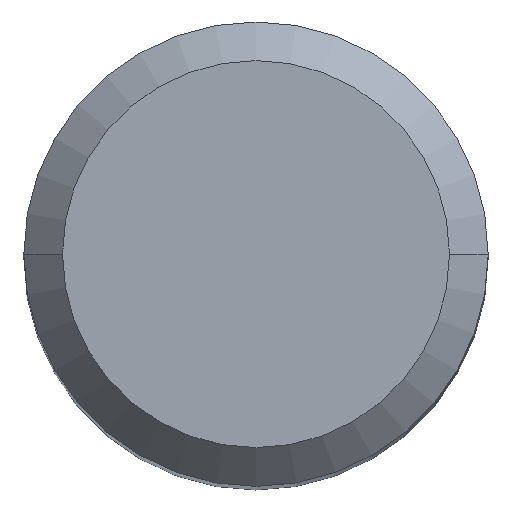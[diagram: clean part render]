
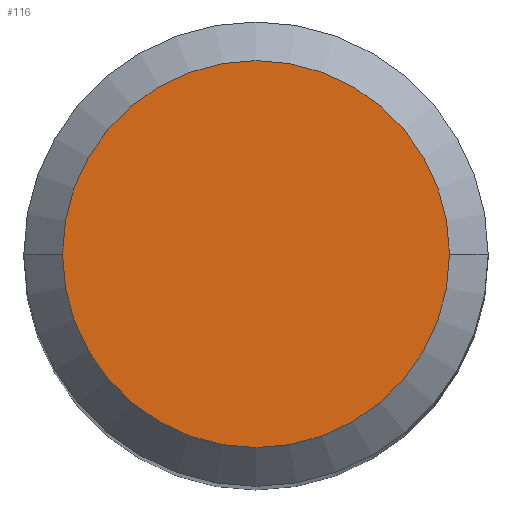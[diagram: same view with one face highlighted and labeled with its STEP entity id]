
A CAD part, top view. The second image highlights one B-rep face of the part: STEP entity #116.
In plain terms, the highlighted planar face has unit normal (0, 0, 1).
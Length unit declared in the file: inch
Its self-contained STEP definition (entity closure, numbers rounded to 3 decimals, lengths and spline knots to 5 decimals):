
#4 = CARTESIAN_POINT ( 'NONE',  ( 0., 0., 0. ) ) ;
#31 = FACE_OUTER_BOUND ( 'NONE', #385, .T. ) ;
#47 = EDGE_CURVE ( 'NONE', #371, #194, #419, .T. ) ;
#81 = AXIS2_PLACEMENT_3D ( 'NONE', #365, #217, #358 ) ;
#84 = DIRECTION ( 'NONE',  ( 0., 0., -1. ) ) ;
#116 = ADVANCED_FACE ( 'NONE', ( #31 ), #396, .F. ) ;
#139 = AXIS2_PLACEMENT_3D ( 'NONE', #4, #84, #147 ) ;
#147 = DIRECTION ( 'NONE',  ( -1., 0., 0. ) ) ;
#176 = ORIENTED_EDGE ( 'NONE', *, *, #47, .T. ) ;
#194 = VERTEX_POINT ( 'NONE', #366 ) ;
#217 = DIRECTION ( 'NONE',  ( 0., 0., 1. ) ) ;
#248 = DIRECTION ( 'NONE',  ( 1., 0., 0. ) ) ;
#282 = CARTESIAN_POINT ( 'NONE',  ( -0.15625, 0., 0. ) ) ;
#302 = AXIS2_PLACEMENT_3D ( 'NONE', #308, #444, #248 ) ;
#308 = CARTESIAN_POINT ( 'NONE',  ( 0., 0., 0. ) ) ;
#310 = CIRCLE ( 'NONE', #302, 0.15625 ) ;
#358 = DIRECTION ( 'NONE',  ( 1., 0., 0. ) ) ;
#365 = CARTESIAN_POINT ( 'NONE',  ( 0., 0., 0. ) ) ;
#366 = CARTESIAN_POINT ( 'NONE',  ( 0.15625, 0., 0. ) ) ;
#371 = VERTEX_POINT ( 'NONE', #282 ) ;
#385 = EDGE_LOOP ( 'NONE', ( #176, #433 ) ) ;
#396 = PLANE ( 'NONE',  #139 ) ;
#419 = CIRCLE ( 'NONE', #81, 0.15625 ) ;
#433 = ORIENTED_EDGE ( 'NONE', *, *, #457, .T. ) ;
#444 = DIRECTION ( 'NONE',  ( 0., 0., 1. ) ) ;
#457 = EDGE_CURVE ( 'NONE', #194, #371, #310, .T. ) ;
